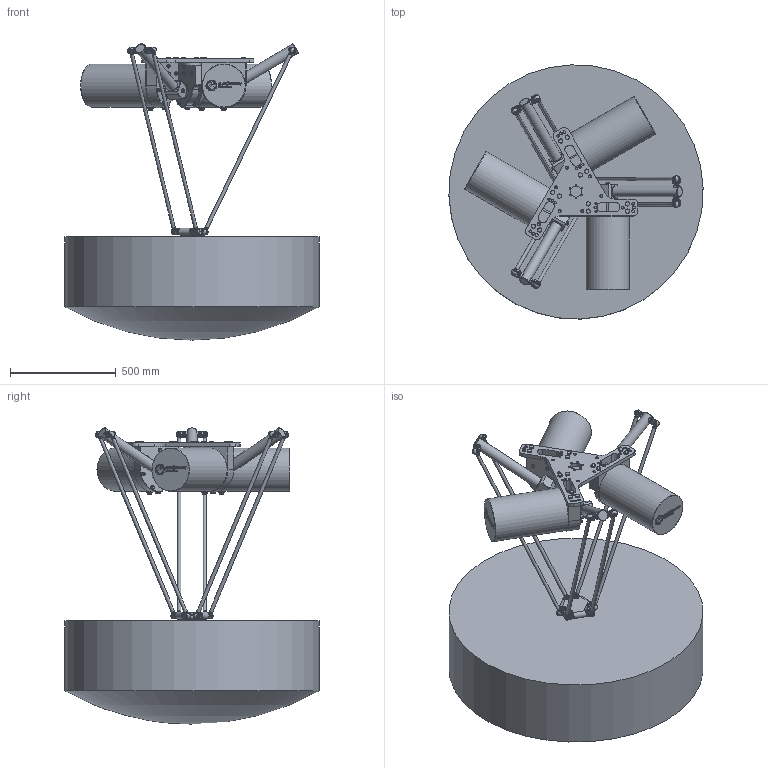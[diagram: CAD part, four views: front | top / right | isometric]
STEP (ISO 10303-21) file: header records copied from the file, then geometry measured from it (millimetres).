
FILE_DESCRIPTION(/* description */ ('Norm.iam Teamplte'),/* implementation_level */ '2;1');
FILE_NAME(/* name */ '3D-model_A_00705.stp',/* time_stamp */ '2023-02-17T15:22:47+01:00',/* author */ ('enrico.reif'),/* organization */ (''),/* preprocessor_version */ 'ST-DEVELOPER v16.5',/* originating_system */ 'Autodesk Inventor 2017',/* authorisation */ '');
FILE_SCHEMA (('AUTOMOTIVE_DESIGN { 1 0 10303 214 3 1 1 }'));
Products named in the file (7): A_00894_DUMMY HHD DELTA Robotermechanik RL4-1200-3kg; MT_WST00108830; MT_WST00104314; MT_WST00112980 Dummy Kopfplatte; MT_WST00112981 Werkzeugträger Dummy; MT_WST00108831 Unterarm Dummy; MT_WST00113706 Oberarm Dummy
Assembly tree (18 placements, depth 2):
  A_00894_DUMMY HHD DELTA Robotermechanik RL4-1200-3kg
    MT_WST00108830
    MT_WST00104314  x6
    MT_WST00112980 Dummy Kopfplatte
    MT_WST00112981 Werkzeugträger Dummy
    MT_WST00108831 Unterarm Dummy  x6
    MT_WST00113706 Oberarm Dummy  x3
Bounding box: 1199.4 x 1199.4 x 1397.9 mm (x, y, z)
Volume: 512002198.6 mm3; surface area: 5583051.1 mm2
Topology: 18 solids, 18 shells, 2603 faces, 6295 edges, 4042 vertices
Faces by surface type: plane 1206, cylinder 706, torus 325, cone 200, bspline 153, sphere 13
Full cylindrical faces by diameter (mm): 4.134 x4, 5 x1, 6 x24, 7 x6, 8 x24, 10 x3, 10.106 x6, 11 x30, 12 x1, 13.5 x12, 16 x66, 16.9 x27, 17.2 x12, 22 x6, 25 x1, 28 x6, 30 x3, 49 x3, 50 x3, 52 x1, 67 x6, 70 x1, 82 x1, 204 x3, 1200 x1
Entity records: 59236 total; most frequent: CARTESIAN_POINT 18698, DIRECTION 8096, ORIENTED_EDGE 7844, EDGE_CURVE 3922, AXIS2_PLACEMENT_3D 3060, VERTEX_POINT 2682, EDGE_LOOP 2294, LINE 1976
